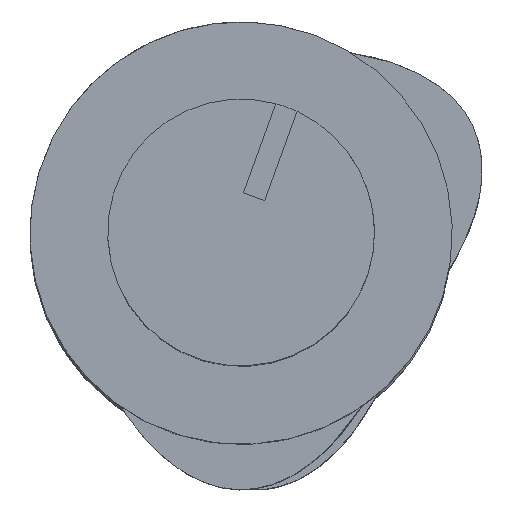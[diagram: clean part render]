
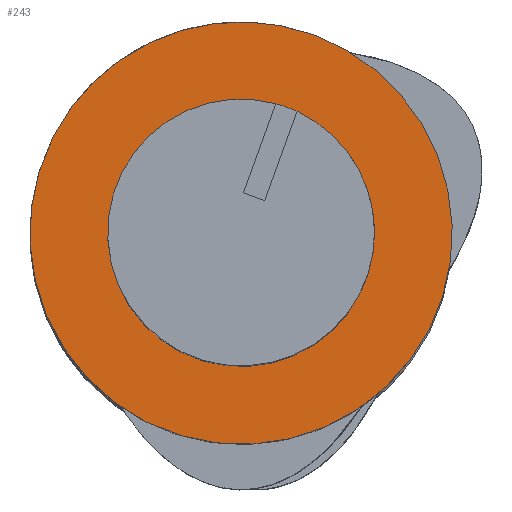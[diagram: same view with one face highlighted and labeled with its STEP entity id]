
A CAD part, top view. The second image highlights one B-rep face of the part: STEP entity #243.
In plain terms, the highlighted planar face has unit normal (0, 0, 1).
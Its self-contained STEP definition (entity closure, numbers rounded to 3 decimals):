
#156=CARTESIAN_POINT('POINT12',(-9.612,
   -92.816,79.5));
#157=VERTEX_POINT('VERTEX12',#156);
#164=CARTESIAN_POINT('POINT13',(9.612,
   -107.184,79.5));
#165=VERTEX_POINT('VERTEX13',#164);
#166=CARTESIAN_POINT('POS20',(0.,-100.,79.5
   ));
#167=DIRECTION('DIR28',(0.,0.,
   -1.));
#168=DIRECTION('DIR29',(-0.801,0.599,
   0.));
#169=AXIS2_PLACEMENT_3D('AXIS9',#166,#167,#168);
#170=CIRCLE('ELLIPSE4',#169,12.);
#171=EDGE_CURVE('EDGE17',#157,#165,#170,.F.);
#189=CARTESIAN_POINT('POINT14',(4.094,
   -88.72,79.5));
#190=VERTEX_POINT('VERTEX14',#189);
#191=EDGE_CURVE('EDGE19',#165,#190,#170,.F.);
#209=EDGE_CURVE('EDGE21',#190,#157,#170,.F.);
#214=CARTESIAN_POINT('POINT15',(6.483,
   -82.14,79.5));
#215=VERTEX_POINT('VERTEX15',#214);
#216=CARTESIAN_POINT('POINT16',(-15.219,
   -88.625,79.5));
#217=VERTEX_POINT('VERTEX16',#216);
#218=CARTESIAN_POINT('POS23',(0.,-100.,79.5
   ));
#219=DIRECTION('DIR33',(0.,0.,
   1.));
#220=DIRECTION('DIR34',(-0.801,0.599,
   0.));
#221=AXIS2_PLACEMENT_3D('AXIS11',#218,#219,#220);
#222=CIRCLE('ELLIPSE5',#221,19.);
#223=EDGE_CURVE('EDGE22',#215,#217,#222,.T.);
#224=ORIENTED_EDGE('COEDGE40',*,*,#223,.T.);
#225=CARTESIAN_POINT('POINT17',(15.219,
   -111.375,79.5));
#226=VERTEX_POINT('VERTEX17',#225);
#227=EDGE_CURVE('EDGE23',#217,#226,#222,.T.);
#228=ORIENTED_EDGE('COEDGE41',*,*,#227,.T.);
#229=EDGE_CURVE('EDGE24',#226,#215,#222,.T.);
#230=ORIENTED_EDGE('COEDGE42',*,*,#229,.T.);
#231=EDGE_LOOP('NONE',(#224,#228,#230));
#232=FACE_BOUND('LOOP1',#231,.T.);
#233=ORIENTED_EDGE('COEDGE43',*,*,#209,.F.);
#234=ORIENTED_EDGE('COEDGE44',*,*,#191,.F.);
#235=ORIENTED_EDGE('COEDGE45',*,*,#171,.F.);
#236=EDGE_LOOP('NONE',(#233,#234,#235));
#237=FACE_BOUND('LOOP1',#236,.T.);
#238=CARTESIAN_POINT('POS24',(0.,-100.,79.5
   ));
#239=DIRECTION('DIR35',(0.,0.,
   1.));
#240=DIRECTION('DIR36',(1.,0.,
   0.));
#241=AXIS2_PLACEMENT_3D('AXIS12',#238,#239,#240);
#242=PLANE('PLANE6',#241);
#243=ADVANCED_FACE('FACE9',(#232,#237),#242,.T.);
